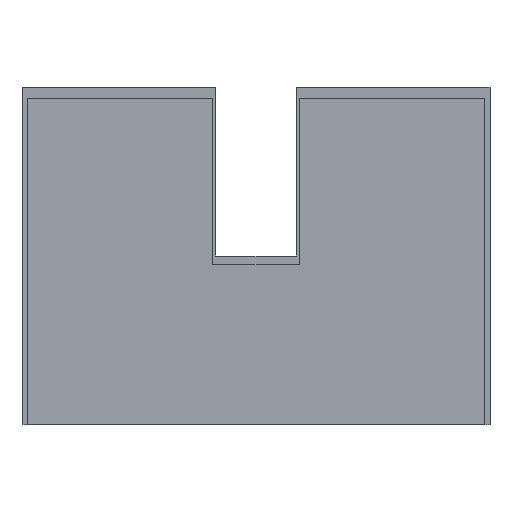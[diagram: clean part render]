
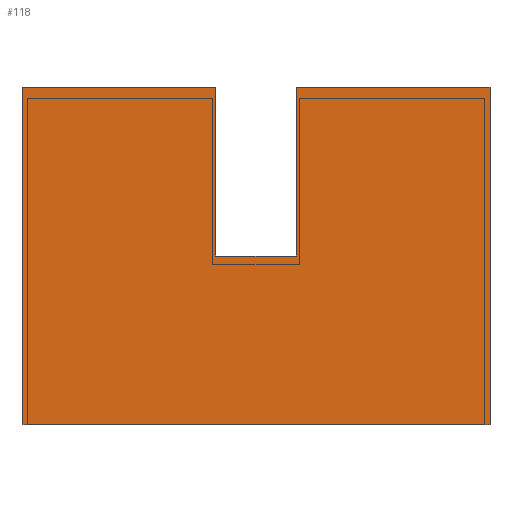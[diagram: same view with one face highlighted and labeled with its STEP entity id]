
A CAD part, front view. The second image highlights one B-rep face of the part: STEP entity #118.
In plain terms, the highlighted planar face has unit normal (0, -1, 0).
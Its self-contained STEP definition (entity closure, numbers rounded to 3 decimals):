
#118 = ADVANCED_FACE( '', ( #210 ), #211, .T. );
#210 = FACE_OUTER_BOUND( '', #284, .T. );
#211 = PLANE( '', #285 );
#284 = EDGE_LOOP( '', ( #430, #431, #432, #433, #434, #435, #436, #437 ) );
#285 = AXIS2_PLACEMENT_3D( '', #438, #439, #440 );
#430 = ORIENTED_EDGE( '', *, *, #487, .T. );
#431 = ORIENTED_EDGE( '', *, *, #509, .T. );
#432 = ORIENTED_EDGE( '', *, *, #521, .T. );
#433 = ORIENTED_EDGE( '', *, *, #537, .T. );
#434 = ORIENTED_EDGE( '', *, *, #492, .T. );
#435 = ORIENTED_EDGE( '', *, *, #513, .T. );
#436 = ORIENTED_EDGE( '', *, *, #525, .T. );
#437 = ORIENTED_EDGE( '', *, *, #534, .T. );
#438 = CARTESIAN_POINT( '', ( -0.735, -500.1, 6.14 ) );
#439 = DIRECTION( '', ( 0., -1., 0. ) );
#440 = DIRECTION( '', ( 0., 0., -1. ) );
#487 = EDGE_CURVE( '', #566, #564, #567, .T. );
#492 = EDGE_CURVE( '', #575, #573, #576, .T. );
#509 = EDGE_CURVE( '', #564, #599, #601, .T. );
#513 = EDGE_CURVE( '', #573, #605, #607, .T. );
#521 = EDGE_CURVE( '', #599, #617, #619, .T. );
#525 = EDGE_CURVE( '', #605, #623, #625, .T. );
#534 = EDGE_CURVE( '', #623, #566, #634, .T. );
#537 = EDGE_CURVE( '', #617, #575, #637, .T. );
#564 = VERTEX_POINT( '', #673 );
#566 = VERTEX_POINT( '', #676 );
#567 = LINE( '', #677, #678 );
#573 = VERTEX_POINT( '', #686 );
#575 = VERTEX_POINT( '', #689 );
#576 = LINE( '', #690, #691 );
#599 = VERTEX_POINT( '', #725 );
#601 = LINE( '', #728, #729 );
#605 = VERTEX_POINT( '', #734 );
#607 = LINE( '', #737, #738 );
#617 = VERTEX_POINT( '', #752 );
#619 = LINE( '', #755, #756 );
#623 = VERTEX_POINT( '', #761 );
#625 = LINE( '', #764, #765 );
#634 = LINE( '', #779, #780 );
#637 = LINE( '', #783, #784 );
#673 = CARTESIAN_POINT( '', ( -0.735, -500.1, 6.14 ) );
#676 = CARTESIAN_POINT( '', ( -0.735, -500.1, 3.07 ) );
#677 = CARTESIAN_POINT( '', ( -0.735, -500.1, 3.07 ) );
#678 = VECTOR( '', #800, 1000. );
#686 = CARTESIAN_POINT( '', ( 4.255, -500.1, 6.14 ) );
#689 = CARTESIAN_POINT( '', ( 4.255, -500.1, 0. ) );
#690 = CARTESIAN_POINT( '', ( 4.255, -500.1, 0. ) );
#691 = VECTOR( '', #804, 1000. );
#725 = CARTESIAN_POINT( '', ( -4.255, -500.1, 6.14 ) );
#728 = CARTESIAN_POINT( '', ( -0.735, -500.1, 6.14 ) );
#729 = VECTOR( '', #817, 1000. );
#734 = CARTESIAN_POINT( '', ( 0.735, -500.1, 6.14 ) );
#737 = CARTESIAN_POINT( '', ( 4.255, -500.1, 6.14 ) );
#738 = VECTOR( '', #820, 1000. );
#752 = CARTESIAN_POINT( '', ( -4.255, -500.1, 0. ) );
#755 = CARTESIAN_POINT( '', ( -4.255, -500.1, 6.14 ) );
#756 = VECTOR( '', #826, 1000. );
#761 = CARTESIAN_POINT( '', ( 0.735, -500.1, 3.07 ) );
#764 = CARTESIAN_POINT( '', ( 0.735, -500.1, 6.14 ) );
#765 = VECTOR( '', #829, 1000. );
#779 = CARTESIAN_POINT( '', ( 0.735, -500.1, 3.07 ) );
#780 = VECTOR( '', #835, 1000. );
#783 = CARTESIAN_POINT( '', ( -4.255, -500.1, 0. ) );
#784 = VECTOR( '', #836, 1000. );
#800 = DIRECTION( '', ( 0., 0., 1. ) );
#804 = DIRECTION( '', ( 0., 0., 1. ) );
#817 = DIRECTION( '', ( -1., 0., 0. ) );
#820 = DIRECTION( '', ( -1., 0., 0. ) );
#826 = DIRECTION( '', ( 0., 0., -1. ) );
#829 = DIRECTION( '', ( 0., 0., -1. ) );
#835 = DIRECTION( '', ( -1., 0., 0. ) );
#836 = DIRECTION( '', ( 1., 0., 0. ) );
